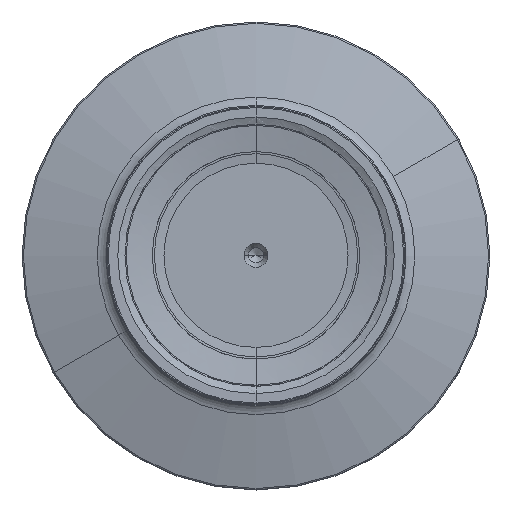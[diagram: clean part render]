
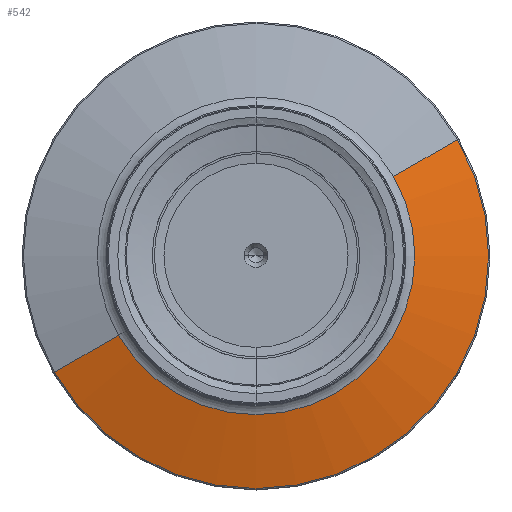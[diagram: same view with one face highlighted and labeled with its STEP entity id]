
A CAD part, top view. The second image highlights one B-rep face of the part: STEP entity #542.
In plain terms, the highlighted conical face has half-angle 75 degrees and reference radius 32.626 mm.
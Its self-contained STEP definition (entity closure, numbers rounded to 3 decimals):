
#72=CARTESIAN_POINT('',(0.,0.,11.06));
#73=DIRECTION('',(0.,0.,1.));
#74=DIRECTION('',(-0.866,-0.5,0.));
#75=AXIS2_PLACEMENT_3D('',#72,#73,#74);
#77=DIRECTION('',(0.837,0.483,0.259));
#78=VECTOR('',#77,12.738);
#79=CARTESIAN_POINT('',(-33.582,-19.389,11.06));
#80=LINE('',#79,#78);
#81=DIRECTION('',(-0.837,-0.483,0.259));
#82=VECTOR('',#81,12.738);
#83=CARTESIAN_POINT('',(33.582,19.389,11.06));
#84=LINE('',#83,#82);
#113=CARTESIAN_POINT('',(0.,0.,14.356));
#114=DIRECTION('',(0.,0.,-1.));
#115=DIRECTION('',(0.866,0.5,0.));
#116=AXIS2_PLACEMENT_3D('',#113,#114,#115);
#408=CARTESIAN_POINT('',(22.927,13.237,14.356));
#410=VERTEX_POINT('',#408);
#412=CARTESIAN_POINT('',(-22.927,-13.237,14.356));
#413=VERTEX_POINT('',#412);
#428=CARTESIAN_POINT('',(33.582,19.389,11.06));
#429=CARTESIAN_POINT('',(-33.582,-19.389,11.06));
#430=VERTEX_POINT('',#428);
#431=VERTEX_POINT('',#429);
#529=CARTESIAN_POINT('',(0.,0.,12.708));
#530=DIRECTION('',(0.,0.,-1.));
#531=DIRECTION('',(0.866,0.5,0.));
#532=AXIS2_PLACEMENT_3D('',#529,#530,#531);
#533=CONICAL_SURFACE('',#532,32.626,75.);
#535=ORIENTED_EDGE('',*,*,#534,.F.);
#536=ORIENTED_EDGE('',*,*,#524,.T.);
#538=ORIENTED_EDGE('',*,*,#537,.F.);
#539=ORIENTED_EDGE('',*,*,#518,.F.);
#540=EDGE_LOOP('',(#535,#536,#538,#539));
#541=FACE_OUTER_BOUND('',#540,.F.);
#542=ADVANCED_FACE('',(#541),#533,.T.);
#76=CIRCLE('',#75,38.778);
#117=CIRCLE('',#116,26.474);
#518=EDGE_CURVE('',#430,#410,#84,.T.);
#524=EDGE_CURVE('',#431,#413,#80,.T.);
#534=EDGE_CURVE('',#431,#430,#76,.T.);
#537=EDGE_CURVE('',#410,#413,#117,.T.);
